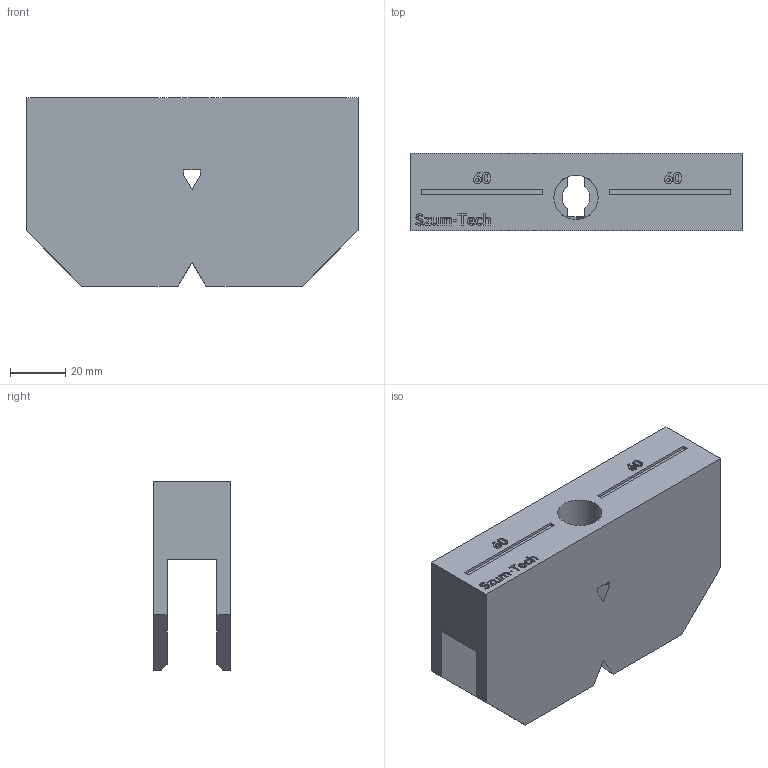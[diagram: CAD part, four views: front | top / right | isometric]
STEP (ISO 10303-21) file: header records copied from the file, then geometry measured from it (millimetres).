
FILE_DESCRIPTION(('FreeCAD Model'),'2;1');
FILE_NAME('Open CASCADE Shape Model','2026-01-13T00:02:40',(''),(''), 'Open CASCADE STEP processor 7.8','FreeCAD','Unknown');
FILE_SCHEMA(('AUTOMOTIVE_DESIGN { 1 0 10303 214 1 1 1 1 }'));
Length unit declared in the file: millimetre
Products named in the file (1): Przymiar Tip-On
Bounding box: 120 x 28 x 68 mm (x, y, z)
Volume: 131353.5 mm3; surface area: 34592.7 mm2
Topology: 1 solids, 1 shells, 433 faces, 1236 edges, 822 vertices
Faces by surface type: extrusion 303, plane 127, cylinder 3
Full cylindrical faces by diameter (mm): 16 x1
Entity records: 14454 total; most frequent: CARTESIAN_POINT 4310, ORIENTED_EDGE 2472, EDGE_CURVE 1236, DIRECTION 1207, VECTOR 921, B_SPLINE_CURVE_WITH_KNOTS 909, VERTEX_POINT 822, LINE 618
